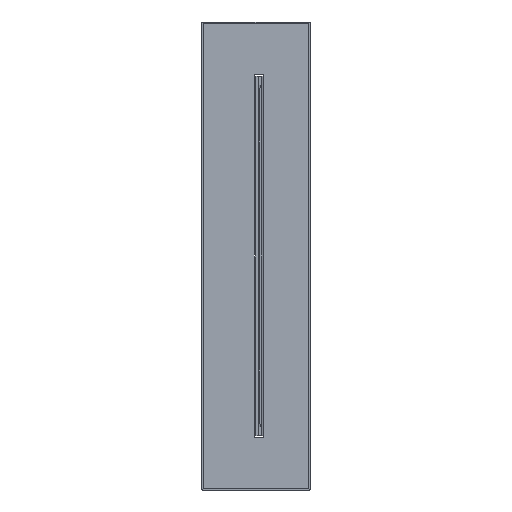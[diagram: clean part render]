
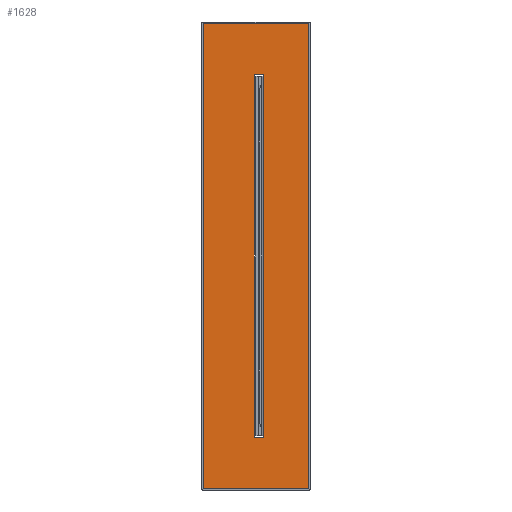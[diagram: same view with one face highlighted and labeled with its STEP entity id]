
A CAD part, left-side view. The second image highlights one B-rep face of the part: STEP entity #1628.
In plain terms, the highlighted face is planar.
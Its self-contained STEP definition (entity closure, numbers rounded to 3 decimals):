
#501=ORIENTED_EDGE('',*,*,#807,.T.);
#502=ORIENTED_EDGE('',*,*,#810,.T.);
#503=ORIENTED_EDGE('',*,*,#813,.T.);
#504=ORIENTED_EDGE('',*,*,#815,.T.);
#505=ORIENTED_EDGE('',*,*,#816,.F.);
#506=ORIENTED_EDGE('',*,*,#817,.F.);
#507=ORIENTED_EDGE('',*,*,#818,.F.);
#508=ORIENTED_EDGE('',*,*,#819,.F.);
#807=EDGE_CURVE('',#982,#984,#1113,.T.);
#810=EDGE_CURVE('',#984,#986,#1116,.T.);
#813=EDGE_CURVE('',#986,#988,#1119,.T.);
#815=EDGE_CURVE('',#988,#982,#1121,.T.);
#816=EDGE_CURVE('',#989,#990,#1122,.T.);
#817=EDGE_CURVE('',#991,#989,#1123,.T.);
#818=EDGE_CURVE('',#992,#991,#1124,.T.);
#819=EDGE_CURVE('',#990,#992,#1125,.T.);
#982=VERTEX_POINT('',#2863);
#984=VERTEX_POINT('',#2867);
#986=VERTEX_POINT('',#2873);
#988=VERTEX_POINT('',#2879);
#989=VERTEX_POINT('',#2886);
#990=VERTEX_POINT('',#2887);
#991=VERTEX_POINT('',#2889);
#992=VERTEX_POINT('',#2891);
#1113=LINE('',#2868,#1261);
#1116=LINE('',#2874,#1264);
#1119=LINE('',#2880,#1267);
#1121=LINE('',#2883,#1269);
#1122=LINE('',#2885,#1270);
#1123=LINE('',#2888,#1271);
#1124=LINE('',#2890,#1272);
#1125=LINE('',#2892,#1273);
#1261=VECTOR('',#2172,1000.);
#1264=VECTOR('',#2177,1000.);
#1267=VECTOR('',#2182,1000.);
#1269=VECTOR('',#2186,1000.);
#1270=VECTOR('',#2189,1000.);
#1271=VECTOR('',#2190,1000.);
#1272=VECTOR('',#2191,1000.);
#1273=VECTOR('',#2192,1000.);
#1388=EDGE_LOOP('',(#501,#502,#503,#504));
#1389=EDGE_LOOP('',(#505,#506,#507,#508));
#1484=FACE_BOUND('',#1388,.T.);
#1485=FACE_BOUND('',#1389,.T.);
#1544=PLANE('',#1813);
#1628=ADVANCED_FACE('',(#1484,#1485),#1544,.F.);
#1813=AXIS2_PLACEMENT_3D('',#2884,#2187,#2188);
#2172=DIRECTION('',(0.,-1.,0.));
#2177=DIRECTION('',(1.,0.,0.));
#2182=DIRECTION('',(0.,1.,0.));
#2186=DIRECTION('',(-1.,0.,0.));
#2187=DIRECTION('',(0.,0.,1.));
#2188=DIRECTION('',(0.,-1.,0.));
#2189=DIRECTION('',(0.,1.,0.));
#2190=DIRECTION('',(1.,0.,0.));
#2191=DIRECTION('',(0.,-1.,0.));
#2192=DIRECTION('',(-1.,0.,0.));
#2863=CARTESIAN_POINT('',(-5.83,134.,10.));
#2867=CARTESIAN_POINT('',(-5.83,-134.,10.));
#2868=CARTESIAN_POINT('',(-5.83,134.,10.));
#2873=CARTESIAN_POINT('',(1.17,-134.,10.));
#2874=CARTESIAN_POINT('',(-5.83,-134.,10.));
#2879=CARTESIAN_POINT('',(1.17,134.,10.));
#2880=CARTESIAN_POINT('',(1.17,-134.,10.));
#2883=CARTESIAN_POINT('',(1.17,134.,10.));
#2884=CARTESIAN_POINT('',(0.,0.,10.));
#2885=CARTESIAN_POINT('',(39.,-172.,10.));
#2886=CARTESIAN_POINT('',(39.,-172.,10.));
#2887=CARTESIAN_POINT('',(39.,172.,10.));
#2888=CARTESIAN_POINT('',(-39.,-172.,10.));
#2889=CARTESIAN_POINT('',(-39.,-172.,10.));
#2890=CARTESIAN_POINT('',(-39.,172.,10.));
#2891=CARTESIAN_POINT('',(-39.,172.,10.));
#2892=CARTESIAN_POINT('',(39.,172.,10.));
